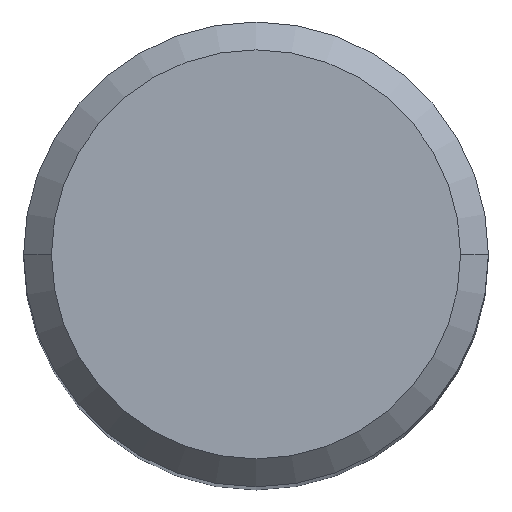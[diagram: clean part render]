
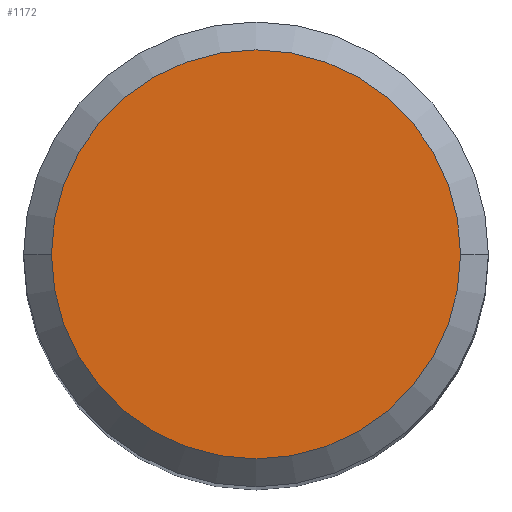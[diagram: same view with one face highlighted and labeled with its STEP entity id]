
A CAD part, top view. The second image highlights one B-rep face of the part: STEP entity #1172.
In plain terms, the highlighted planar face has unit normal (0, 0, 1).
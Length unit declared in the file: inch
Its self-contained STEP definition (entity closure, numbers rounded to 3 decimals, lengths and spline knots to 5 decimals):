
#11 = AXIS2_PLACEMENT_3D ( 'NONE', #1175, #599, #973 ) ;
#104 = DIRECTION ( 'NONE',  ( 1., 0., 0. ) ) ;
#112 = ORIENTED_EDGE ( 'NONE', *, *, #297, .T. ) ;
#122 = CARTESIAN_POINT ( 'NONE',  ( -0.11, 0., 2.5 ) ) ;
#135 = DIRECTION ( 'NONE',  ( 1., 0., 0. ) ) ;
#279 = VERTEX_POINT ( 'NONE', #509 ) ;
#297 = EDGE_CURVE ( 'NONE', #1130, #279, #337, .T. ) ;
#299 = AXIS2_PLACEMENT_3D ( 'NONE', #1169, #597, #135 ) ;
#337 = CIRCLE ( 'NONE', #299, 0.11 ) ;
#359 = AXIS2_PLACEMENT_3D ( 'NONE', #853, #1036, #104 ) ;
#379 = FACE_OUTER_BOUND ( 'NONE', #381, .T. ) ;
#381 = EDGE_LOOP ( 'NONE', ( #112, #1059 ) ) ;
#509 = CARTESIAN_POINT ( 'NONE',  ( 0.11, 0., 2.5 ) ) ;
#597 = DIRECTION ( 'NONE',  ( 0., 0., 1. ) ) ;
#599 = DIRECTION ( 'NONE',  ( 0., 0., 1. ) ) ;
#779 = CIRCLE ( 'NONE', #359, 0.11 ) ;
#853 = CARTESIAN_POINT ( 'NONE',  ( 0., 0., 2.5 ) ) ;
#896 = PLANE ( 'NONE',  #11 ) ;
#973 = DIRECTION ( 'NONE',  ( 1., 0., 0. ) ) ;
#1036 = DIRECTION ( 'NONE',  ( 0., 0., 1. ) ) ;
#1059 = ORIENTED_EDGE ( 'NONE', *, *, #1150, .T. ) ;
#1130 = VERTEX_POINT ( 'NONE', #122 ) ;
#1150 = EDGE_CURVE ( 'NONE', #279, #1130, #779, .T. ) ;
#1169 = CARTESIAN_POINT ( 'NONE',  ( 0., 0., 2.5 ) ) ;
#1172 = ADVANCED_FACE ( 'NONE', ( #379 ), #896, .T. ) ;
#1175 = CARTESIAN_POINT ( 'NONE',  ( 0., 0., 2.5 ) ) ;
